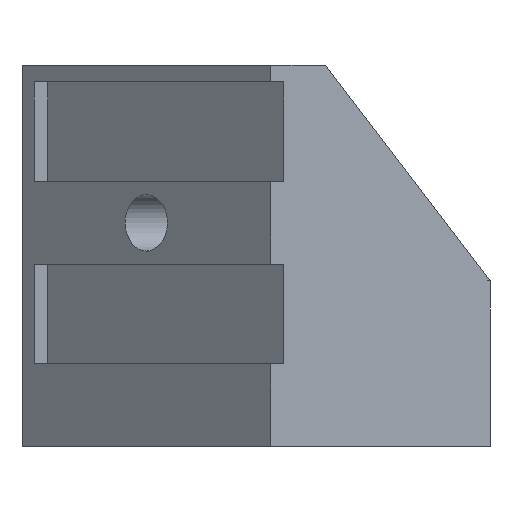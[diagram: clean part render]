
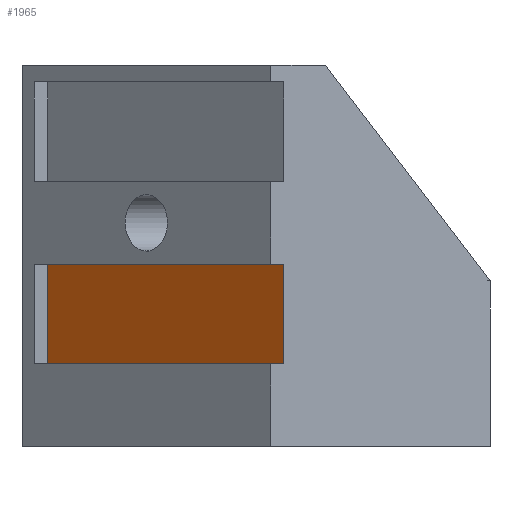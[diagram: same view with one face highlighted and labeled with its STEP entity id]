
A CAD part, left-side view. The second image highlights one B-rep face of the part: STEP entity #1965.
In plain terms, the highlighted planar face has unit normal (-0.75, 0.661, 0).
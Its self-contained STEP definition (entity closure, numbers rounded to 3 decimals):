
#43 = PLANE('',#44);
#44 = AXIS2_PLACEMENT_3D('',#45,#46,#47);
#45 = CARTESIAN_POINT('',(15.,0.,0.));
#46 = DIRECTION('',(-0.661,-0.75,0.));
#47 = DIRECTION('',(-0.75,0.661,0.));
#343 = VERTEX_POINT('',#344);
#344 = CARTESIAN_POINT('',(0.9,12.435,11.));
#358 = PLANE('',#359);
#359 = AXIS2_PLACEMENT_3D('',#360,#361,#362);
#360 = CARTESIAN_POINT('',(12.568,27.479,11.));
#361 = DIRECTION('',(0.,0.,-1.));
#362 = DIRECTION('',(-0.661,-0.75,0.));
#370 = EDGE_CURVE('',#371,#343,#373,.T.);
#371 = VERTEX_POINT('',#372);
#372 = CARTESIAN_POINT('',(0.9,12.435,5.));
#373 = SURFACE_CURVE('',#374,(#378,#385),.PCURVE_S1.);
#374 = LINE('',#375,#376);
#375 = CARTESIAN_POINT('',(0.9,12.435,6.755));
#376 = VECTOR('',#377,1.);
#377 = DIRECTION('',(0.,0.,1.));
#378 = PCURVE('',#43,#379);
#379 = DEFINITIONAL_REPRESENTATION('',(#380),#384);
#380 = LINE('',#381,#382);
#381 = CARTESIAN_POINT('',(18.8,-6.755));
#382 = VECTOR('',#383,1.);
#383 = DIRECTION('',(0.,-1.));
#384 = ( GEOMETRIC_REPRESENTATION_CONTEXT(2) 
PARAMETRIC_REPRESENTATION_CONTEXT() REPRESENTATION_CONTEXT('2D SPACE',''
  ) );
#385 = PCURVE('',#386,#391);
#386 = PLANE('',#387);
#387 = AXIS2_PLACEMENT_3D('',#388,#389,#390);
#388 = CARTESIAN_POINT('',(7.142,19.512,
    13.51));
#389 = DIRECTION('',(0.75,-0.661,0.));
#390 = DIRECTION('',(0.661,0.75,0.));
#391 = DEFINITIONAL_REPRESENTATION('',(#392),#396);
#392 = LINE('',#393,#394);
#393 = CARTESIAN_POINT('',(-9.437,-6.755));
#394 = VECTOR('',#395,1.);
#395 = DIRECTION('',(0.,1.));
#396 = ( GEOMETRIC_REPRESENTATION_CONTEXT(2) 
PARAMETRIC_REPRESENTATION_CONTEXT() REPRESENTATION_CONTEXT('2D SPACE',''
  ) );
#414 = PLANE('',#415);
#415 = AXIS2_PLACEMENT_3D('',#416,#417,#418);
#416 = CARTESIAN_POINT('',(12.568,27.479,5.));
#417 = DIRECTION('',(0.,0.,-1.));
#418 = DIRECTION('',(-0.661,-0.75,0.));
#1735 = PLANE('',#1736);
#1736 = AXIS2_PLACEMENT_3D('',#1737,#1738,#1739);
#1737 = CARTESIAN_POINT('',(12.568,27.479,11.));
#1738 = DIRECTION('',(0.661,0.75,0.));
#1739 = DIRECTION('',(0.,0.,-1.));
#1922 = VERTEX_POINT('',#1923);
#1923 = CARTESIAN_POINT('',(13.468,26.685,5.));
#1944 = EDGE_CURVE('',#1922,#371,#1945,.T.);
#1945 = SURFACE_CURVE('',#1946,(#1950,#1957),.PCURVE_S1.);
#1946 = LINE('',#1947,#1948);
#1947 = CARTESIAN_POINT('',(13.468,26.685,5.));
#1948 = VECTOR('',#1949,1.);
#1949 = DIRECTION('',(-0.661,-0.75,0.));
#1950 = PCURVE('',#414,#1951);
#1951 = DEFINITIONAL_REPRESENTATION('',(#1952),#1956);
#1952 = LINE('',#1953,#1954);
#1953 = CARTESIAN_POINT('',(0.,-1.2));
#1954 = VECTOR('',#1955,1.);
#1955 = DIRECTION('',(1.,0.));
#1956 = ( GEOMETRIC_REPRESENTATION_CONTEXT(2) 
PARAMETRIC_REPRESENTATION_CONTEXT() REPRESENTATION_CONTEXT('2D SPACE',''
  ) );
#1957 = PCURVE('',#386,#1958);
#1958 = DEFINITIONAL_REPRESENTATION('',(#1959),#1963);
#1959 = LINE('',#1960,#1961);
#1960 = CARTESIAN_POINT('',(9.564,-8.51));
#1961 = VECTOR('',#1962,1.);
#1962 = DIRECTION('',(-1.,0.));
#1963 = ( GEOMETRIC_REPRESENTATION_CONTEXT(2) 
PARAMETRIC_REPRESENTATION_CONTEXT() REPRESENTATION_CONTEXT('2D SPACE',''
  ) );
#1965 = ADVANCED_FACE('',(#1966),#386,.F.);
#1966 = FACE_BOUND('',#1967,.F.);
#1967 = EDGE_LOOP('',(#1968,#1991,#2012,#2013));
#1968 = ORIENTED_EDGE('',*,*,#1969,.F.);
#1969 = EDGE_CURVE('',#1970,#1922,#1972,.T.);
#1970 = VERTEX_POINT('',#1971);
#1971 = CARTESIAN_POINT('',(13.468,26.685,11.));
#1972 = SURFACE_CURVE('',#1973,(#1977,#1984),.PCURVE_S1.);
#1973 = LINE('',#1974,#1975);
#1974 = CARTESIAN_POINT('',(13.468,26.685,11.));
#1975 = VECTOR('',#1976,1.);
#1976 = DIRECTION('',(0.,0.,-1.));
#1977 = PCURVE('',#386,#1978);
#1978 = DEFINITIONAL_REPRESENTATION('',(#1979),#1983);
#1979 = LINE('',#1980,#1981);
#1980 = CARTESIAN_POINT('',(9.564,-2.51));
#1981 = VECTOR('',#1982,1.);
#1982 = DIRECTION('',(0.,-1.));
#1983 = ( GEOMETRIC_REPRESENTATION_CONTEXT(2) 
PARAMETRIC_REPRESENTATION_CONTEXT() REPRESENTATION_CONTEXT('2D SPACE',''
  ) );
#1984 = PCURVE('',#1735,#1985);
#1985 = DEFINITIONAL_REPRESENTATION('',(#1986),#1990);
#1986 = LINE('',#1987,#1988);
#1987 = CARTESIAN_POINT('',(0.,-1.2));
#1988 = VECTOR('',#1989,1.);
#1989 = DIRECTION('',(1.,0.));
#1990 = ( GEOMETRIC_REPRESENTATION_CONTEXT(2) 
PARAMETRIC_REPRESENTATION_CONTEXT() REPRESENTATION_CONTEXT('2D SPACE',''
  ) );
#1991 = ORIENTED_EDGE('',*,*,#1992,.T.);
#1992 = EDGE_CURVE('',#1970,#343,#1993,.T.);
#1993 = SURFACE_CURVE('',#1994,(#1998,#2005),.PCURVE_S1.);
#1994 = LINE('',#1995,#1996);
#1995 = CARTESIAN_POINT('',(13.468,26.685,11.));
#1996 = VECTOR('',#1997,1.);
#1997 = DIRECTION('',(-0.661,-0.75,0.));
#1998 = PCURVE('',#386,#1999);
#1999 = DEFINITIONAL_REPRESENTATION('',(#2000),#2004);
#2000 = LINE('',#2001,#2002);
#2001 = CARTESIAN_POINT('',(9.564,-2.51));
#2002 = VECTOR('',#2003,1.);
#2003 = DIRECTION('',(-1.,0.));
#2004 = ( GEOMETRIC_REPRESENTATION_CONTEXT(2) 
PARAMETRIC_REPRESENTATION_CONTEXT() REPRESENTATION_CONTEXT('2D SPACE',''
  ) );
#2005 = PCURVE('',#358,#2006);
#2006 = DEFINITIONAL_REPRESENTATION('',(#2007),#2011);
#2007 = LINE('',#2008,#2009);
#2008 = CARTESIAN_POINT('',(0.,-1.2));
#2009 = VECTOR('',#2010,1.);
#2010 = DIRECTION('',(1.,0.));
#2011 = ( GEOMETRIC_REPRESENTATION_CONTEXT(2) 
PARAMETRIC_REPRESENTATION_CONTEXT() REPRESENTATION_CONTEXT('2D SPACE',''
  ) );
#2012 = ORIENTED_EDGE('',*,*,#370,.F.);
#2013 = ORIENTED_EDGE('',*,*,#1944,.F.);
